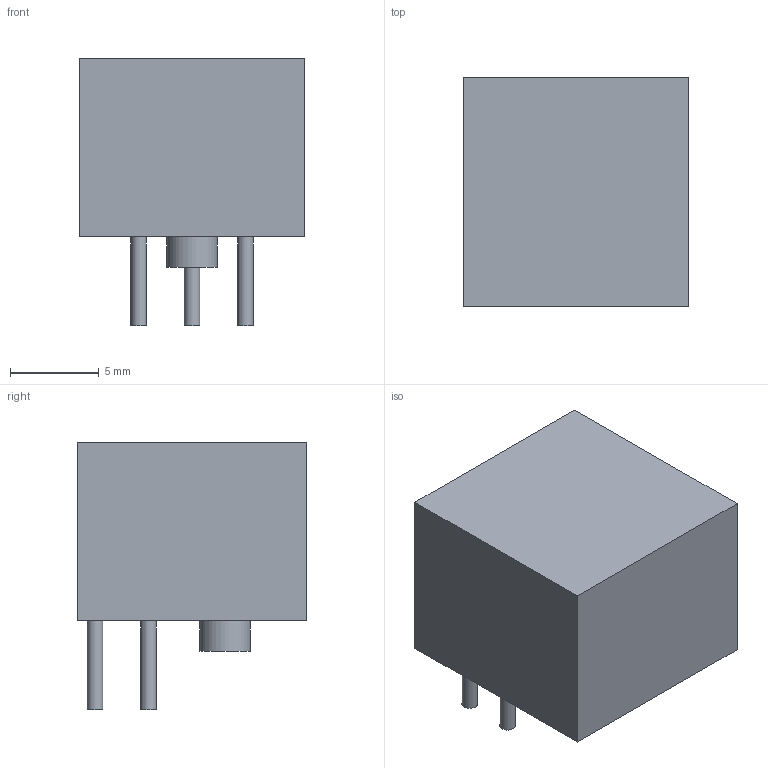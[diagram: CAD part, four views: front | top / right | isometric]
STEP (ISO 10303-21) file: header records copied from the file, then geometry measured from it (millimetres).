
FILE_DESCRIPTION(('FreeCAD Model'),'2;1');
FILE_NAME('464047.1.2.stp','2019-01-24T07:19:03',( 'Author'),(''),'Open CASCADE STEP processor 6.8','FreeCAD','Unknown' );
FILE_SCHEMA(('AUTOMOTIVE_DESIGN_CC2 { 1 2 10303 214 -1 1 5 4 }'));
Length unit declared in the file: millimetre
Products named in the file (4): ASSEMBLY; Body; Leads; lug7
Assembly tree (9 placements, depth 2):
  ASSEMBLY
    Body
    Leads  x7
    lug7
Bounding box: 12.7 x 12.9 x 15.05 mm (x, y, z)
Volume: 1782.2 mm3; surface area: 1494.1 mm2
Topology: 44 solids, 44 shells, 135 faces, 141 edges, 94 vertices
Faces by surface type: plane 92, cylinder 43
Full cylindrical faces by diameter (mm): 0.87 x42, 2.85 x1
Entity records: 1145 total; most frequent: DIRECTION 187, CARTESIAN_POINT 158, LINE 71, VECTOR 71, ORIENTED_EDGE 66, PCURVE 66, DEFINITIONAL_REPRESENTATION 66, AXIS2_PLACEMENT_3D 51
